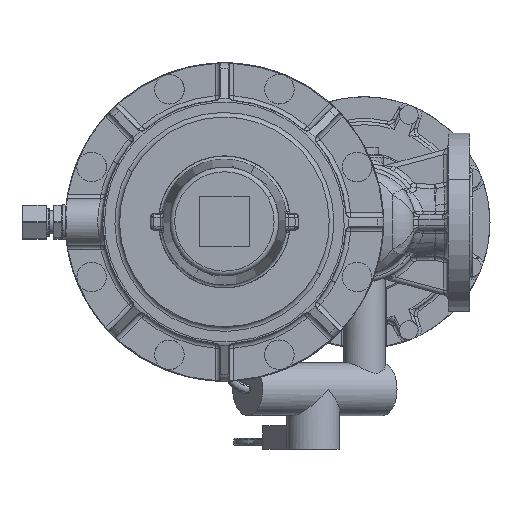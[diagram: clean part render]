
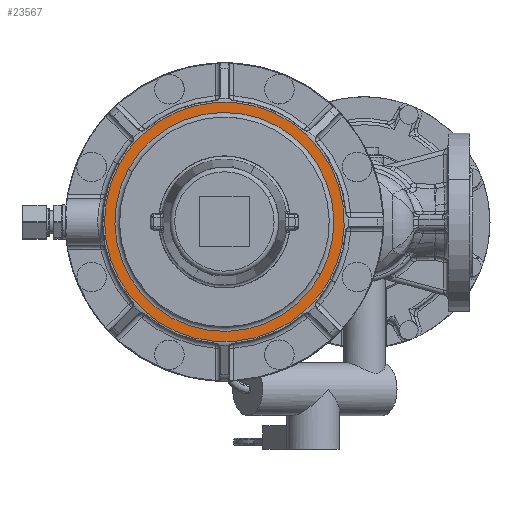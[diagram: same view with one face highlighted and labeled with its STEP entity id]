
A CAD part, top view. The second image highlights one B-rep face of the part: STEP entity #23567.
In plain terms, the highlighted planar face has unit normal (0, 0, 1).
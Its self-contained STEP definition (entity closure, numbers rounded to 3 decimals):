
#20273=DIRECTION('Axis2P3D Direction',(0.,0.,-1.)) ;
#20280=DIRECTION('Axis2P3D Direction',(0.,0.,-1.)) ;
#20287=DIRECTION('Axis2P3D Direction',(0.,0.,-1.)) ;
#20294=DIRECTION('Axis2P3D Direction',(0.,0.,-1.)) ;
#20301=DIRECTION('Axis2P3D Direction',(0.,0.,-1.)) ;
#22111=DIRECTION('Axis2P3D Direction',(0.,-0.,-1.)) ;
#22118=DIRECTION('Axis2P3D Direction',(0.,-0.,-1.)) ;
#22125=DIRECTION('Axis2P3D Direction',(0.,-0.,-1.)) ;
#22132=DIRECTION('Axis2P3D Direction',(0.,-0.,-1.)) ;
#23534=DIRECTION('Axis2P3D Direction',(0.,0.,-1.)) ;
#23535=DIRECTION('Axis2P3D XDirection',(1.,0.,0.)) ;
#23550=DIRECTION('Axis2P3D Direction',(0.,0.,-1.)) ;
#23559=DIRECTION('Axis2P3D Direction',(0.,0.,-1.)) ;
#20269=CARTESIAN_POINT('Vertex',(-67.714,36.993,156.)) ;
#20272=CARTESIAN_POINT('Axis2P3D Location',(0.,0.,156.)) ;
#20276=CARTESIAN_POINT('Vertex',(-56.641,52.398,156.)) ;
#20279=CARTESIAN_POINT('Axis2P3D Location',(0.,0.,156.)) ;
#20283=CARTESIAN_POINT('Vertex',(-52.398,56.641,156.)) ;
#20286=CARTESIAN_POINT('Axis2P3D Location',(0.,0.,156.)) ;
#20290=CARTESIAN_POINT('Vertex',(52.398,56.641,156.)) ;
#20293=CARTESIAN_POINT('Axis2P3D Location',(0.,0.,156.)) ;
#20297=CARTESIAN_POINT('Vertex',(77.102,-3.,156.)) ;
#20300=CARTESIAN_POINT('Axis2P3D Location',(0.,0.,156.)) ;
#20304=CARTESIAN_POINT('Vertex',(67.714,-36.993,156.)) ;
#22110=CARTESIAN_POINT('Axis2P3D Location',(0.,0.,156.)) ;
#22114=CARTESIAN_POINT('Vertex',(56.641,-52.398,156.)) ;
#22117=CARTESIAN_POINT('Axis2P3D Location',(0.,0.,156.)) ;
#22121=CARTESIAN_POINT('Vertex',(52.398,-56.641,156.)) ;
#22124=CARTESIAN_POINT('Axis2P3D Location',(0.,0.,156.)) ;
#22128=CARTESIAN_POINT('Vertex',(-52.398,-56.641,156.)) ;
#22131=CARTESIAN_POINT('Axis2P3D Location',(0.,0.,156.)) ;
#23533=CARTESIAN_POINT('Axis2P3D Location',(70.5,0.,156.)) ;
#23549=CARTESIAN_POINT('Axis2P3D Location',(0.,0.,156.)) ;
#23553=CARTESIAN_POINT('Vertex',(-61.87,33.8,156.)) ;
#23555=CARTESIAN_POINT('Vertex',(61.87,-33.8,156.)) ;
#23558=CARTESIAN_POINT('Axis2P3D Location',(0.,0.,156.)) ;
#20274=AXIS2_PLACEMENT_3D('Circle Axis2P3D',#20272,#20273,$) ;
#20281=AXIS2_PLACEMENT_3D('Circle Axis2P3D',#20279,#20280,$) ;
#20288=AXIS2_PLACEMENT_3D('Circle Axis2P3D',#20286,#20287,$) ;
#20295=AXIS2_PLACEMENT_3D('Circle Axis2P3D',#20293,#20294,$) ;
#20302=AXIS2_PLACEMENT_3D('Circle Axis2P3D',#20300,#20301,$) ;
#22112=AXIS2_PLACEMENT_3D('Circle Axis2P3D',#22110,#22111,$) ;
#22119=AXIS2_PLACEMENT_3D('Circle Axis2P3D',#22117,#22118,$) ;
#22126=AXIS2_PLACEMENT_3D('Circle Axis2P3D',#22124,#22125,$) ;
#22133=AXIS2_PLACEMENT_3D('Circle Axis2P3D',#22131,#22132,$) ;
#23536=AXIS2_PLACEMENT_3D('Plane Axis2P3D',#23533,#23534,#23535) ;
#23551=AXIS2_PLACEMENT_3D('Circle Axis2P3D',#23549,#23550,$) ;
#23560=AXIS2_PLACEMENT_3D('Circle Axis2P3D',#23558,#23559,$) ;
#23566=FACE_BOUND('',#23563,.T.) ;
#20278=EDGE_CURVE('',#20270,#20277,#20275,.T.) ;
#20285=EDGE_CURVE('',#20277,#20284,#20282,.T.) ;
#20292=EDGE_CURVE('',#20284,#20291,#20289,.T.) ;
#20299=EDGE_CURVE('',#20291,#20298,#20296,.T.) ;
#20306=EDGE_CURVE('',#20298,#20305,#20303,.T.) ;
#22116=EDGE_CURVE('',#20305,#22115,#22113,.T.) ;
#22123=EDGE_CURVE('',#22115,#22122,#22120,.T.) ;
#22130=EDGE_CURVE('',#22122,#22129,#22127,.T.) ;
#22135=EDGE_CURVE('',#22129,#20270,#22134,.T.) ;
#23557=EDGE_CURVE('',#23554,#23556,#23552,.T.) ;
#23562=EDGE_CURVE('',#23556,#23554,#23561,.T.) ;
#23537=PLANE('Plane',#23536) ;
#23539=ORIENTED_EDGE('',*,*,#20285,.F.) ;
#23540=ORIENTED_EDGE('',*,*,#20278,.F.) ;
#23541=ORIENTED_EDGE('',*,*,#22135,.F.) ;
#23542=ORIENTED_EDGE('',*,*,#22130,.F.) ;
#23543=ORIENTED_EDGE('',*,*,#22123,.F.) ;
#23544=ORIENTED_EDGE('',*,*,#22116,.F.) ;
#23545=ORIENTED_EDGE('',*,*,#20306,.F.) ;
#23546=ORIENTED_EDGE('',*,*,#20299,.F.) ;
#23547=ORIENTED_EDGE('',*,*,#20292,.F.) ;
#23564=ORIENTED_EDGE('',*,*,#23557,.T.) ;
#23565=ORIENTED_EDGE('',*,*,#23562,.T.) ;
#23567=ADVANCED_FACE('Brep With Voids',(#23548,#23566),#23537,.F.) ;
#20275=CIRCLE('generated circle',#20274,77.16) ;
#20282=CIRCLE('generated circle',#20281,77.16) ;
#20289=CIRCLE('generated circle',#20288,77.16) ;
#20296=CIRCLE('generated circle',#20295,77.16) ;
#20303=CIRCLE('generated circle',#20302,77.16) ;
#22113=CIRCLE('generated circle',#22112,77.16) ;
#22120=CIRCLE('generated circle',#22119,77.16) ;
#22127=CIRCLE('generated circle',#22126,77.16) ;
#22134=CIRCLE('generated circle',#22133,77.16) ;
#23552=CIRCLE('generated circle',#23551,70.5) ;
#23561=CIRCLE('generated circle',#23560,70.5) ;
#20270=VERTEX_POINT('',#20269) ;
#20277=VERTEX_POINT('',#20276) ;
#20284=VERTEX_POINT('',#20283) ;
#20291=VERTEX_POINT('',#20290) ;
#20298=VERTEX_POINT('',#20297) ;
#20305=VERTEX_POINT('',#20304) ;
#22115=VERTEX_POINT('',#22114) ;
#22122=VERTEX_POINT('',#22121) ;
#22129=VERTEX_POINT('',#22128) ;
#23554=VERTEX_POINT('',#23553) ;
#23556=VERTEX_POINT('',#23555) ;
#23538=EDGE_LOOP('',(#23539,#23540,#23541,#23542,#23543,#23544,#23545,#23546,#23547)) ;
#23563=EDGE_LOOP('',(#23564,#23565)) ;
#23548=FACE_OUTER_BOUND('',#23538,.T.) ;
